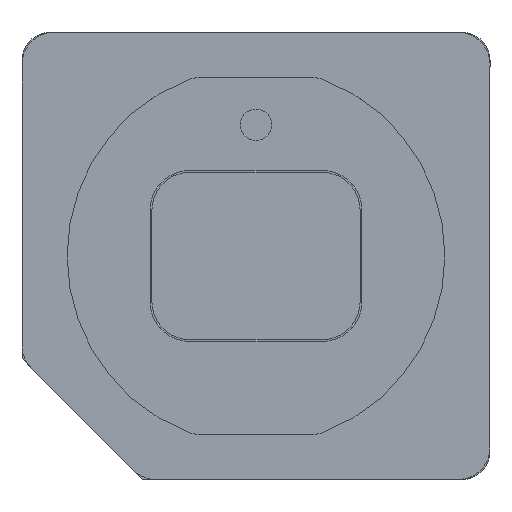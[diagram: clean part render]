
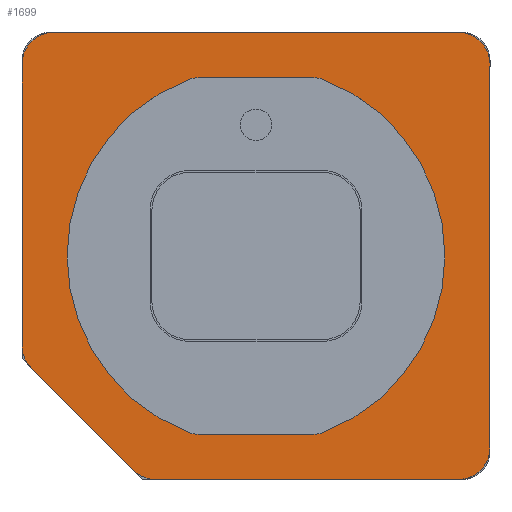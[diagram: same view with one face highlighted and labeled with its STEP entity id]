
A CAD part, top view. The second image highlights one B-rep face of the part: STEP entity #1699.
In plain terms, the highlighted planar face has unit normal (0, 0, 1).
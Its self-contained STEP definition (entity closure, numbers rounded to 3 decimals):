
#22=FACE_BOUND('',#200,.T.);
#96=FACE_OUTER_BOUND('',#199,.T.);
#199=EDGE_LOOP('',(#1260,#1261,#1262,#1263,#1264,#1265,#1266,#1267,#1268,
#1269));
#200=EDGE_LOOP('',(#1270,#1271,#1272,#1273,#1274,#1275,#1276,#1277));
#304=CIRCLE('',#1843,3.);
#305=CIRCLE('',#1846,3.);
#307=CIRCLE('',#1849,3.);
#310=CIRCLE('',#1854,3.);
#311=CIRCLE('',#1856,18.);
#314=CIRCLE('',#1860,3.);
#315=CIRCLE('',#1863,3.);
#316=CIRCLE('',#1864,3.);
#317=CIRCLE('',#1865,3.);
#318=CIRCLE('',#1866,3.);
#319=CIRCLE('',#1867,18.);
#403=LINE('',#2673,#571);
#407=LINE('',#2691,#575);
#413=LINE('',#2715,#581);
#416=LINE('',#2721,#584);
#417=LINE('',#2725,#585);
#418=LINE('',#2729,#586);
#419=LINE('',#2733,#587);
#571=VECTOR('',#2134,10.);
#575=VECTOR('',#2152,10.);
#581=VECTOR('',#2178,10.);
#584=VECTOR('',#2183,10.);
#585=VECTOR('',#2186,10.);
#586=VECTOR('',#2189,10.);
#587=VECTOR('',#2192,10.);
#744=VERTEX_POINT('',#2663);
#745=VERTEX_POINT('',#2665);
#747=VERTEX_POINT('',#2671);
#748=VERTEX_POINT('',#2675);
#750=VERTEX_POINT('',#2681);
#751=VERTEX_POINT('',#2682);
#754=VERTEX_POINT('',#2690);
#757=VERTEX_POINT('',#2698);
#760=VERTEX_POINT('',#2708);
#761=VERTEX_POINT('',#2710);
#762=VERTEX_POINT('',#2714);
#764=VERTEX_POINT('',#2720);
#765=VERTEX_POINT('',#2722);
#766=VERTEX_POINT('',#2724);
#767=VERTEX_POINT('',#2726);
#768=VERTEX_POINT('',#2728);
#769=VERTEX_POINT('',#2730);
#770=VERTEX_POINT('',#2732);
#924=EDGE_CURVE('',#744,#745,#304,.T.);
#928=EDGE_CURVE('',#744,#747,#403,.T.);
#929=EDGE_CURVE('',#748,#747,#305,.T.);
#932=EDGE_CURVE('',#750,#751,#307,.T.);
#936=EDGE_CURVE('',#754,#751,#407,.T.);
#940=EDGE_CURVE('',#754,#757,#310,.T.);
#942=EDGE_CURVE('',#750,#745,#311,.T.);
#946=EDGE_CURVE('',#760,#761,#314,.T.);
#948=EDGE_CURVE('',#762,#761,#413,.T.);
#951=EDGE_CURVE('',#764,#760,#416,.T.);
#952=EDGE_CURVE('',#765,#764,#315,.T.);
#953=EDGE_CURVE('',#765,#766,#417,.T.);
#954=EDGE_CURVE('',#767,#766,#316,.T.);
#955=EDGE_CURVE('',#767,#768,#418,.T.);
#956=EDGE_CURVE('',#769,#768,#317,.T.);
#957=EDGE_CURVE('',#769,#770,#419,.T.);
#958=EDGE_CURVE('',#762,#770,#318,.T.);
#959=EDGE_CURVE('',#748,#757,#319,.T.);
#1260=ORIENTED_EDGE('',*,*,#946,.F.);
#1261=ORIENTED_EDGE('',*,*,#951,.F.);
#1262=ORIENTED_EDGE('',*,*,#952,.F.);
#1263=ORIENTED_EDGE('',*,*,#953,.T.);
#1264=ORIENTED_EDGE('',*,*,#954,.F.);
#1265=ORIENTED_EDGE('',*,*,#955,.T.);
#1266=ORIENTED_EDGE('',*,*,#956,.F.);
#1267=ORIENTED_EDGE('',*,*,#957,.T.);
#1268=ORIENTED_EDGE('',*,*,#958,.F.);
#1269=ORIENTED_EDGE('',*,*,#948,.T.);
#1270=ORIENTED_EDGE('',*,*,#942,.T.);
#1271=ORIENTED_EDGE('',*,*,#924,.F.);
#1272=ORIENTED_EDGE('',*,*,#928,.T.);
#1273=ORIENTED_EDGE('',*,*,#929,.F.);
#1274=ORIENTED_EDGE('',*,*,#959,.T.);
#1275=ORIENTED_EDGE('',*,*,#940,.F.);
#1276=ORIENTED_EDGE('',*,*,#936,.T.);
#1277=ORIENTED_EDGE('',*,*,#932,.F.);
#1623=PLANE('',#1862);
#1699=ADVANCED_FACE('',(#96,#22),#1623,.T.);
#1843=AXIS2_PLACEMENT_3D('',#2666,#2127,#2128);
#1846=AXIS2_PLACEMENT_3D('',#2676,#2137,#2138);
#1849=AXIS2_PLACEMENT_3D('',#2683,#2144,#2145);
#1854=AXIS2_PLACEMENT_3D('',#2699,#2159,#2160);
#1856=AXIS2_PLACEMENT_3D('',#2702,#2164,#2165);
#1860=AXIS2_PLACEMENT_3D('',#2711,#2173,#2174);
#1862=AXIS2_PLACEMENT_3D('',#2719,#2181,#2182);
#1863=AXIS2_PLACEMENT_3D('',#2723,#2184,#2185);
#1864=AXIS2_PLACEMENT_3D('',#2727,#2187,#2188);
#1865=AXIS2_PLACEMENT_3D('',#2731,#2190,#2191);
#1866=AXIS2_PLACEMENT_3D('',#2734,#2193,#2194);
#1867=AXIS2_PLACEMENT_3D('',#2735,#2195,#2196);
#2127=DIRECTION('center_axis',(0.,0.,
1.));
#2128=DIRECTION('ref_axis',(0.183,-0.983,0.));
#2134=DIRECTION('',(-1.,0.,0.));
#2137=DIRECTION('center_axis',(0.,0.,
1.));
#2138=DIRECTION('ref_axis',(-0.183,-0.983,0.));
#2144=DIRECTION('center_axis',(0.,0.,
1.));
#2145=DIRECTION('ref_axis',(0.183,0.983,0.));
#2152=DIRECTION('',(1.,0.,0.));
#2159=DIRECTION('center_axis',(0.,0.,
1.));
#2160=DIRECTION('ref_axis',(-0.183,0.983,0.));
#2164=DIRECTION('center_axis',(0.,0.,
-1.));
#2165=DIRECTION('ref_axis',(-1.,0.,0.));
#2173=DIRECTION('center_axis',(0.,0.,
-1.));
#2174=DIRECTION('ref_axis',(-0.924,-0.383,0.));
#2178=DIRECTION('',(0.,-1.,0.));
#2181=DIRECTION('center_axis',(0.,0.,
1.));
#2182=DIRECTION('ref_axis',(1.,0.,0.));
#2183=DIRECTION('',(-0.707,0.707,0.));
#2184=DIRECTION('center_axis',(0.,0.,
-1.));
#2185=DIRECTION('ref_axis',(-0.383,-0.924,0.));
#2186=DIRECTION('',(1.,0.,0.));
#2187=DIRECTION('center_axis',(0.,0.,
-1.));
#2188=DIRECTION('ref_axis',(0.707,-0.707,0.));
#2189=DIRECTION('',(0.,1.,0.));
#2190=DIRECTION('center_axis',(0.,0.,
-1.));
#2191=DIRECTION('ref_axis',(0.707,0.707,0.));
#2192=DIRECTION('',(-1.,0.,0.));
#2193=DIRECTION('center_axis',(0.,0.,
-1.));
#2194=DIRECTION('ref_axis',(-0.707,0.707,0.));
#2195=DIRECTION('center_axis',(0.,0.,
-1.));
#2196=DIRECTION('ref_axis',(-1.,0.,0.));
#2663=CARTESIAN_POINT('',(5.385,-17.,3.115));
#2665=CARTESIAN_POINT('',(6.462,-16.8,3.115));
#2666=CARTESIAN_POINT('Origin',(5.385,-14.,3.115));
#2671=CARTESIAN_POINT('',(-5.385,-17.,3.115));
#2673=CARTESIAN_POINT('',(5.916,-17.,3.115));
#2675=CARTESIAN_POINT('',(-6.462,-16.8,3.115));
#2676=CARTESIAN_POINT('Origin',(-5.385,-14.,3.115));
#2681=CARTESIAN_POINT('',(6.462,16.8,3.115));
#2682=CARTESIAN_POINT('',(5.385,17.,3.115));
#2683=CARTESIAN_POINT('Origin',(5.385,14.,3.115));
#2690=CARTESIAN_POINT('',(-5.385,17.,3.115));
#2691=CARTESIAN_POINT('',(-5.916,17.,3.115));
#2698=CARTESIAN_POINT('',(-6.462,16.8,3.115));
#2699=CARTESIAN_POINT('Origin',(-5.385,14.,3.115));
#2702=CARTESIAN_POINT('Origin',(0.,0.,
3.115));
#2708=CARTESIAN_POINT('',(-21.421,-10.679,3.115));
#2710=CARTESIAN_POINT('',(-22.3,-8.557,3.115));
#2711=CARTESIAN_POINT('Origin',(-19.3,-8.557,3.115));
#2714=CARTESIAN_POINT('',(-22.3,18.3,3.115));
#2715=CARTESIAN_POINT('',(-22.3,21.3,3.115));
#2719=CARTESIAN_POINT('Origin',(0.,0.,
3.115));
#2720=CARTESIAN_POINT('',(-11.679,-20.421,3.115));
#2721=CARTESIAN_POINT('',(-16.3,-15.8,3.115));
#2722=CARTESIAN_POINT('',(-9.557,-21.3,3.115));
#2723=CARTESIAN_POINT('Origin',(-9.557,-18.3,3.115));
#2724=CARTESIAN_POINT('',(19.3,-21.3,3.115));
#2725=CARTESIAN_POINT('',(-22.3,-21.3,3.115));
#2726=CARTESIAN_POINT('',(22.3,-18.3,3.115));
#2727=CARTESIAN_POINT('Origin',(19.3,-18.3,3.115));
#2728=CARTESIAN_POINT('',(22.3,18.3,3.115));
#2729=CARTESIAN_POINT('',(22.3,-21.3,3.115));
#2730=CARTESIAN_POINT('',(19.3,21.3,3.115));
#2731=CARTESIAN_POINT('Origin',(19.3,18.3,3.115));
#2732=CARTESIAN_POINT('',(-19.3,21.3,3.115));
#2733=CARTESIAN_POINT('',(22.3,21.3,3.115));
#2734=CARTESIAN_POINT('Origin',(-19.3,18.3,3.115));
#2735=CARTESIAN_POINT('Origin',(0.,0.,
3.115));
